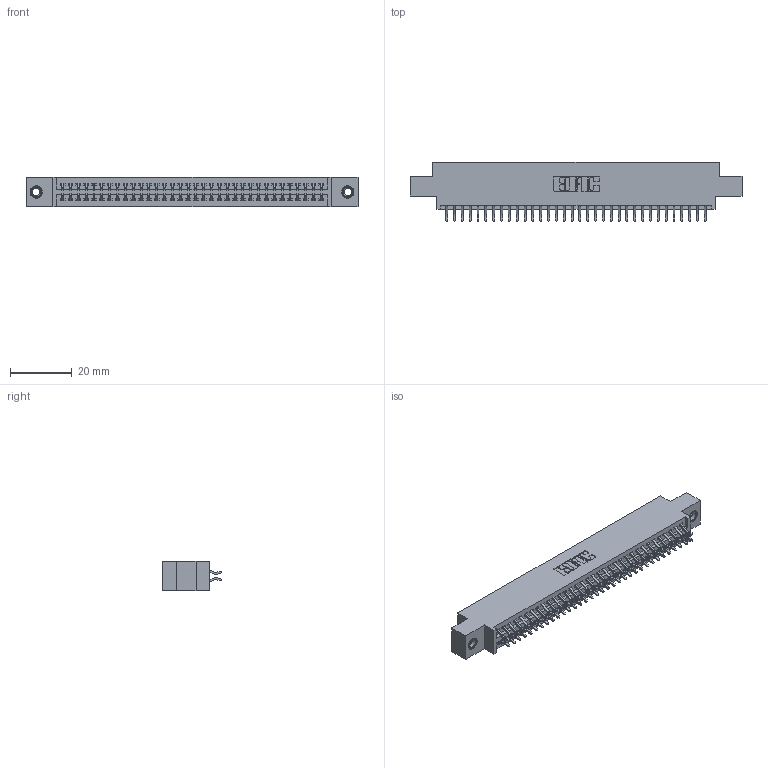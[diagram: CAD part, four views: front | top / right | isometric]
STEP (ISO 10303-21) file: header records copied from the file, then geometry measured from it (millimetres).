
FILE_DESCRIPTION (( 'STEP AP203' ), '1' );
FILE_NAME ('345-068-556-807.STEP', '2019-10-30T22:50:55', ( '' ), ( '' ), 'SwSTEP 2.0', 'SolidWorks 2016', '' );
FILE_SCHEMA (( 'CONFIG_CONTROL_DESIGN' ));
Length unit declared in the file: inch
Products named in the file (4): 345-292-001_556 Tail; 345-068-556-807; 345 Part_0.170 Offset - 0.156 Dia-TI; 345-250-001_345-250-005-103
Assembly tree (71 placements, depth 2):
  345-068-556-807
    345 Part_0.170 Offset - 0.156 Dia-TI
    345-292-001_556 Tail  x68
    345-250-001_345-250-005-103  x2
Bounding box: 107.57 x 19.24 x 9.4 mm (x, y, z)
Volume: 10245.5 mm3; surface area: 15101.5 mm2
Topology: 71 solids, 71 shells, 3998 faces, 11845 edges, 7798 vertices
Faces by surface type: plane 2632, cylinder 1350, cone 12, torus 4
Entity records: 29292 total; most frequent: CARTESIAN_POINT 4915, ORIENTED_EDGE 4830, DIRECTION 4357, EDGE_CURVE 2415, VECTOR 2119, LINE 2119, VERTEX_POINT 1604, AXIS2_PLACEMENT_3D 1119
